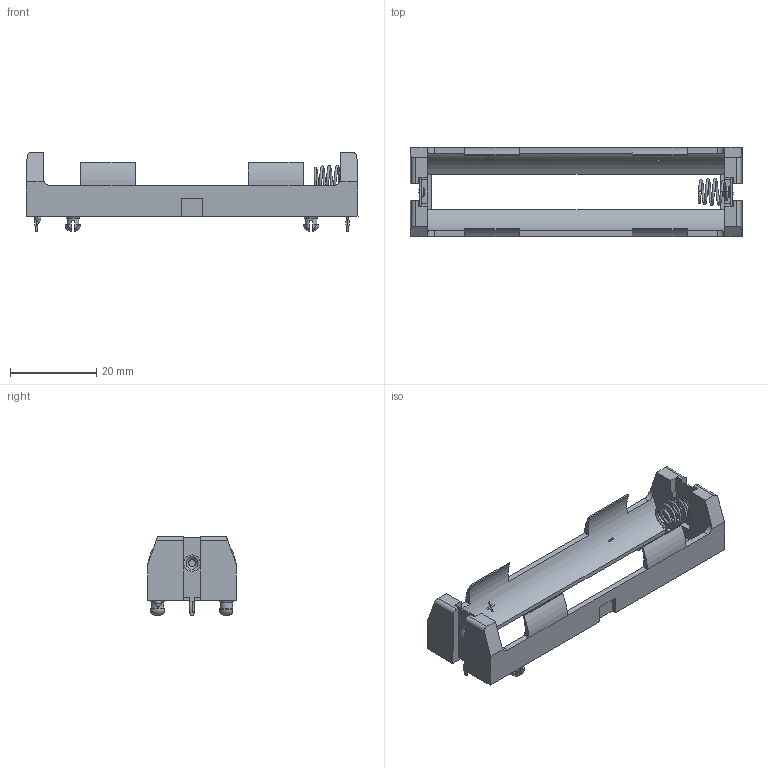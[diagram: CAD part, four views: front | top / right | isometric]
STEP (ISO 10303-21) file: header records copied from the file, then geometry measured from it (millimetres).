
FILE_DESCRIPTION(/* description */ ('Unknown'),/* implementation_level */ '2;1');
FILE_NAME(/* name */ 'KEYST_1131',/* time_stamp */ '2025-10-17T12:02:29+03:00',/* author */ ('Unknown'),/* organization */ ('Unknown'),/* preprocessor_version */ 'ST-DEVELOPER v19.4',/* originating_system */ 'Solid Edge',/* authorisation */ 'Unknown');
FILE_SCHEMA (('AUTOMOTIVE_DESIGN {1 0 10303 214 3 1 1}'));
Length unit declared in the file: millimetre
Products named in the file (4): KEYST_1131; 1131_body; 1131_pin_minus; 1131_pin_plus
Assembly tree (3 placements, depth 2):
  KEYST_1131
    1131_body
    1131_pin_minus
    1131_pin_plus
Bounding box: 77.05 x 20.65 x 18.41 mm (x, y, z)
Volume: 5526.6 mm3; surface area: 6164.2 mm2
Topology: 3 solids, 3 shells, 230 faces, 620 edges, 402 vertices
Faces by surface type: plane 157, cylinder 44, torus 19, cone 5, bspline 4, sphere 1
Full cylindrical faces by diameter (mm): 1.016 x1, 1.27 x1, 1.575 x1, 2.54 x2, 2.921 x2
Entity records: 9082 total; most frequent: CARTESIAN_POINT 2362, ORIENTED_EDGE 1150, DIRECTION 1133, EDGE_CURVE 575, LINE 397, VECTOR 397, VERTEX_POINT 387, AXIS2_PLACEMENT_3D 368
